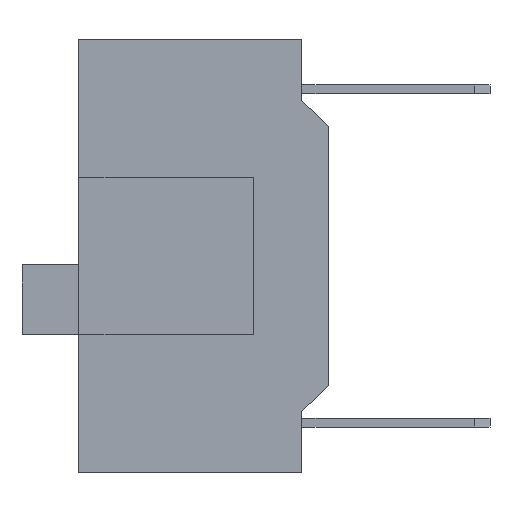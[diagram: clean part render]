
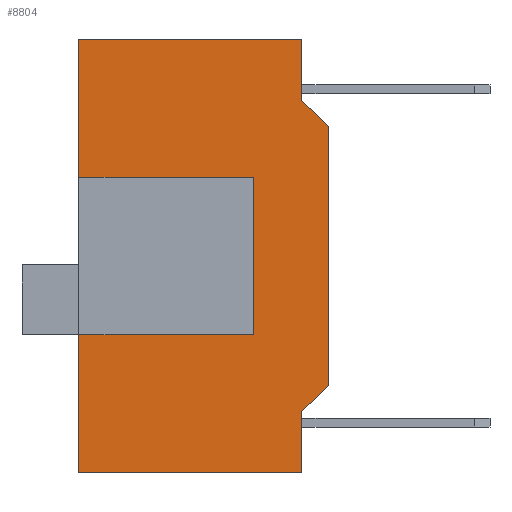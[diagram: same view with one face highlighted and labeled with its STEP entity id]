
A CAD part, left-side view. The second image highlights one B-rep face of the part: STEP entity #8804.
In plain terms, the highlighted planar face has unit normal (-1, 0, 0).
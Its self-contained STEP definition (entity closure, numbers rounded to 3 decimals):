
#7771 = VERTEX_POINT ( 'NONE', #13287 ) ;
#7772 = VERTEX_POINT ( 'NONE', #13286 ) ;
#7773 = EDGE_CURVE ( 'NONE', #7855, #7771, #13239, .T. ) ;
#7783 = VERTEX_POINT ( 'NONE', #13270 ) ;
#7834 = EDGE_CURVE ( 'NONE', #7783, #7772, #13388, .T. ) ;
#7855 = VERTEX_POINT ( 'NONE', #13465 ) ;
#8628 = EDGE_CURVE ( 'NONE', #8710, #8630, #17039, .T. ) ;
#8630 = VERTEX_POINT ( 'NONE', #17054 ) ;
#8684 = EDGE_CURVE ( 'NONE', #8700, #8696, #17232, .T. ) ;
#8696 = VERTEX_POINT ( 'NONE', #17277 ) ;
#8700 = VERTEX_POINT ( 'NONE', #17233 ) ;
#8710 = VERTEX_POINT ( 'NONE', #17251 ) ;
#8802 = VERTEX_POINT ( 'NONE', #17381 ) ;
#8803 = VERTEX_POINT ( 'NONE', #17455 ) ;
#8804 = ADVANCED_FACE ( 'NONE', ( #17451 ), #17457, .T. ) ;
#8806 = EDGE_CURVE ( 'NONE', #8802, #7783, #17503, .T. ) ;
#8807 = EDGE_CURVE ( 'NONE', #8630, #8834, #17495, .T. ) ;
#8808 = ORIENTED_EDGE ( 'NONE', *, *, #8806, .T. ) ;
#8809 = EDGE_CURVE ( 'NONE', #8802, #8803, #17490, .T. ) ;
#8814 = ORIENTED_EDGE ( 'NONE', *, *, #8807, .T. ) ;
#8815 = ORIENTED_EDGE ( 'NONE', *, *, #7834, .T. ) ;
#8818 = EDGE_LOOP ( 'NONE', ( #8884, #8808, #8815, #8870, #8883, #8814, #8876, #8879, #8872, #8859, #8875, #8878 ) ) ;
#8834 = VERTEX_POINT ( 'NONE', #17604 ) ;
#8859 = ORIENTED_EDGE ( 'NONE', *, *, #8877, .F. ) ;
#8868 = EDGE_CURVE ( 'NONE', #7772, #8710, #17691, .T. ) ;
#8870 = ORIENTED_EDGE ( 'NONE', *, *, #8868, .T. ) ;
#8871 = VERTEX_POINT ( 'NONE', #17687 ) ;
#8872 = ORIENTED_EDGE ( 'NONE', *, *, #8684, .T. ) ;
#8873 = EDGE_CURVE ( 'NONE', #8871, #8834, #17674, .T. ) ;
#8874 = EDGE_CURVE ( 'NONE', #8803, #7771, #17619, .T. ) ;
#8875 = ORIENTED_EDGE ( 'NONE', *, *, #7773, .T. ) ;
#8876 = ORIENTED_EDGE ( 'NONE', *, *, #8873, .F. ) ;
#8877 = EDGE_CURVE ( 'NONE', #7855, #8696, #17677, .T. ) ;
#8878 = ORIENTED_EDGE ( 'NONE', *, *, #8874, .F. ) ;
#8879 = ORIENTED_EDGE ( 'NONE', *, *, #8880, .T. ) ;
#8880 = EDGE_CURVE ( 'NONE', #8871, #8700, #17618, .T. ) ;
#8883 = ORIENTED_EDGE ( 'NONE', *, *, #8628, .T. ) ;
#8884 = ORIENTED_EDGE ( 'NONE', *, *, #8809, .F. ) ;
#13238 = CARTESIAN_POINT ( 'NONE',  ( -1.77, 5.7, 1.14 ) ) ;
#13239 = LINE ( 'NONE', #13238, #13280 ) ;
#13270 = CARTESIAN_POINT ( 'NONE',  ( -1.77, 5.7, -5.61 ) ) ;
#13279 = DIRECTION ( 'NONE',  ( 0., 0., -1. ) ) ;
#13280 = VECTOR ( 'NONE', #13279, 1000. ) ;
#13286 = CARTESIAN_POINT ( 'NONE',  ( -1.77, 5.7, -8.76 ) ) ;
#13287 = CARTESIAN_POINT ( 'NONE',  ( -1.77, 5.7, -2.01 ) ) ;
#13387 = CARTESIAN_POINT ( 'NONE',  ( -1.77, 5.7, 1.14 ) ) ;
#13388 = LINE ( 'NONE', #13387, #13463 ) ;
#13462 = DIRECTION ( 'NONE',  ( 0., 0., -1. ) ) ;
#13463 = VECTOR ( 'NONE', #13462, 1000. ) ;
#13465 = CARTESIAN_POINT ( 'NONE',  ( -1.77, 5.7, 1.14 ) ) ;
#17039 = LINE ( 'NONE', #17072, #17056 ) ;
#17054 = CARTESIAN_POINT ( 'NONE',  ( -1.77, 0.6, -7.36 ) ) ;
#17056 = VECTOR ( 'NONE', #17105, 1000. ) ;
#17072 = CARTESIAN_POINT ( 'NONE',  ( -1.77, 0.6, -7.36 ) ) ;
#17105 = DIRECTION ( 'NONE',  ( 0., 0., 1. ) ) ;
#17230 = DIRECTION ( 'NONE',  ( 0., 0., 1. ) ) ;
#17231 = CARTESIAN_POINT ( 'NONE',  ( -1.77, 0.6, -0.26 ) ) ;
#17232 = LINE ( 'NONE', #17231, #17235 ) ;
#17233 = CARTESIAN_POINT ( 'NONE',  ( -1.77, 0.6, -0.26 ) ) ;
#17235 = VECTOR ( 'NONE', #17230, 1000. ) ;
#17251 = CARTESIAN_POINT ( 'NONE',  ( -1.77, 0.6, -8.76 ) ) ;
#17277 = CARTESIAN_POINT ( 'NONE',  ( -1.77, 0.6, 1.14 ) ) ;
#17381 = CARTESIAN_POINT ( 'NONE',  ( -1.77, 1.7, -5.61 ) ) ;
#17451 = FACE_OUTER_BOUND ( 'NONE', #8818, .T. ) ;
#17455 = CARTESIAN_POINT ( 'NONE',  ( -1.77, 1.7, -2.01 ) ) ;
#17457 = PLANE ( 'NONE',  #17466 ) ;
#17466 = AXIS2_PLACEMENT_3D ( 'NONE', #17501, #17500, #17499 ) ;
#17484 = DIRECTION ( 'NONE',  ( 0., 0., 1. ) ) ;
#17485 = VECTOR ( 'NONE', #17484, 1000. ) ;
#17489 = CARTESIAN_POINT ( 'NONE',  ( -1.77, 1.7, -5.61 ) ) ;
#17490 = LINE ( 'NONE', #17489, #17485 ) ;
#17492 = DIRECTION ( 'NONE',  ( 0., -0.707, 0.707 ) ) ;
#17493 = VECTOR ( 'NONE', #17492, 1000. ) ;
#17494 = CARTESIAN_POINT ( 'NONE',  ( -1.77, 0., -6.76 ) ) ;
#17495 = LINE ( 'NONE', #17494, #17493 ) ;
#17497 = DIRECTION ( 'NONE',  ( 0., 1., 0. ) ) ;
#17498 = VECTOR ( 'NONE', #17497, 1000. ) ;
#17499 = DIRECTION ( 'NONE',  ( 0., 0., 1. ) ) ;
#17500 = DIRECTION ( 'NONE',  ( -1., 0., 0. ) ) ;
#17501 = CARTESIAN_POINT ( 'NONE',  ( -1.77, 5.7, 1.14 ) ) ;
#17502 = CARTESIAN_POINT ( 'NONE',  ( -1.77, 1.7, -5.61 ) ) ;
#17503 = LINE ( 'NONE', #17502, #17498 ) ;
#17604 = CARTESIAN_POINT ( 'NONE',  ( -1.77, 0., -6.76 ) ) ;
#17618 = LINE ( 'NONE', #17681, #17680 ) ;
#17619 = LINE ( 'NONE', #17726, #17725 ) ;
#17671 = DIRECTION ( 'NONE',  ( 0., 0., -1. ) ) ;
#17672 = VECTOR ( 'NONE', #17671, 1000. ) ;
#17673 = CARTESIAN_POINT ( 'NONE',  ( -1.77, 0., 1.14 ) ) ;
#17674 = LINE ( 'NONE', #17673, #17672 ) ;
#17676 = CARTESIAN_POINT ( 'NONE',  ( -1.77, 5.7, 1.14 ) ) ;
#17677 = LINE ( 'NONE', #17676, #17721 ) ;
#17678 = DIRECTION ( 'NONE',  ( 0., -1., 0. ) ) ;
#17679 = DIRECTION ( 'NONE',  ( 0., 0.707, 0.707 ) ) ;
#17680 = VECTOR ( 'NONE', #17679, 1000. ) ;
#17681 = CARTESIAN_POINT ( 'NONE',  ( -1.77, 0., -0.86 ) ) ;
#17682 = CARTESIAN_POINT ( 'NONE',  ( -1.77, 5.7, -8.76 ) ) ;
#17687 = CARTESIAN_POINT ( 'NONE',  ( -1.77, 0., -0.86 ) ) ;
#17691 = LINE ( 'NONE', #17682, #17696 ) ;
#17696 = VECTOR ( 'NONE', #17678, 1000. ) ;
#17720 = DIRECTION ( 'NONE',  ( 0., -1., 0. ) ) ;
#17721 = VECTOR ( 'NONE', #17720, 1000. ) ;
#17724 = DIRECTION ( 'NONE',  ( 0., 1., 0. ) ) ;
#17725 = VECTOR ( 'NONE', #17724, 1000. ) ;
#17726 = CARTESIAN_POINT ( 'NONE',  ( -1.77, 1.7, -2.01 ) ) ;
